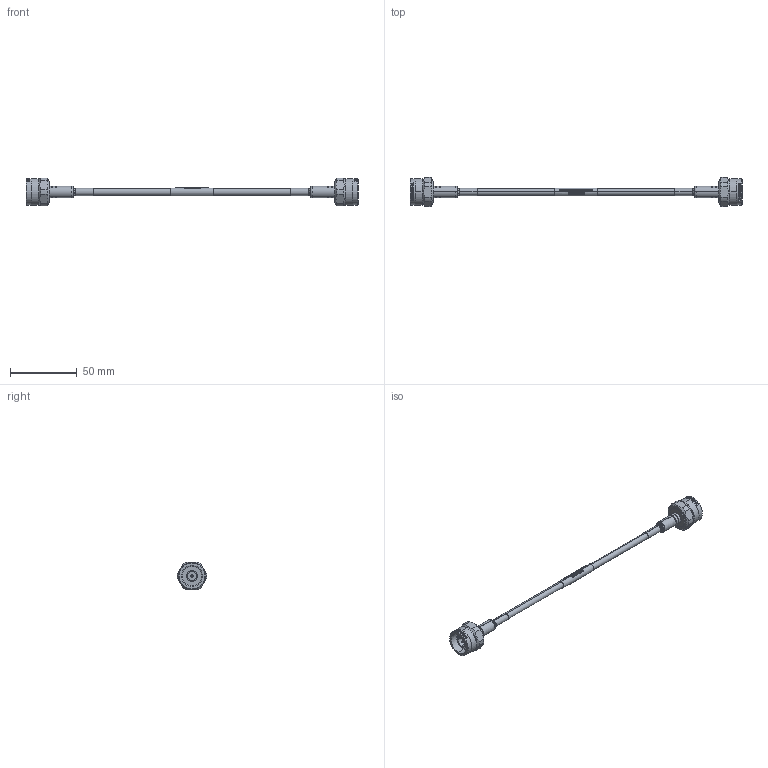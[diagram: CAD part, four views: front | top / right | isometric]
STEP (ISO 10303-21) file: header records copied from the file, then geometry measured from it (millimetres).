
FILE_DESCRIPTION (( 'STEP AP214' ), '1' );
FILE_NAME ('FMCA100141_3D.step', '2024-08-20T16:54:45', ( '' ), ( '' ), 'SwSTEP 2.0', 'SolidWorks 2022', '' );
FILE_SCHEMA (( 'AUTOMOTIVE_DESIGN' ));
Length unit declared in the file: inch
Products named in the file (8): FMCA100141_3D; FM Cable Assy Label^FMCA100141_D_195; Copy of TC-195-NMH-X_body^TC-195-NMH-X_FMCA100141; TCOM-195-240-400-600 for cable assy^FMCA100141_TCOM-195; Copy of TC-195-NMH-X_ferrule^TC-195-NMH-X_FMCA100141; TC-195-NMH-X^FMCA100141; Copy of TC-195-NMH-X_c-contact^TC-195-NMH-X_FMCA100141; Copy of TC-195-NMH-X_insulator^TC-195-NMH-X_FMCA100141
Assembly tree (8 placements, depth 3):
  FMCA100141_3D
    TCOM-195-240-400-600 for cable assy^FMCA100141_TCOM-195
    FM Cable Assy Label^FMCA100141_D_195
    TC-195-NMH-X^FMCA100141  x2
      Copy of TC-195-NMH-X_body^TC-195-NMH-X_FMCA100141
      Copy of TC-195-NMH-X_c-contact^TC-195-NMH-X_FMCA100141
      Copy of TC-195-NMH-X_insulator^TC-195-NMH-X_FMCA100141
      Copy of TC-195-NMH-X_ferrule^TC-195-NMH-X_FMCA100141
Bounding box: 248.79 x 21.97 x 20.57 mm (x, y, z)
Volume: 12999.3 mm3; surface area: 15680.9 mm2
Topology: 10 solids, 14 shells, 1546 faces, 3998 edges, 2608 vertices
Faces by surface type: plane 906, bspline 282, cylinder 210, cone 128, torus 20
Entity records: 48300 total; most frequent: CARTESIAN_POINT 19917, ORIENTED_EDGE 6552, DIRECTION 4745, EDGE_CURVE 3276, VERTEX_POINT 2158, VECTOR 1839, LINE 1839, AXIS2_PLACEMENT_3D 1453
